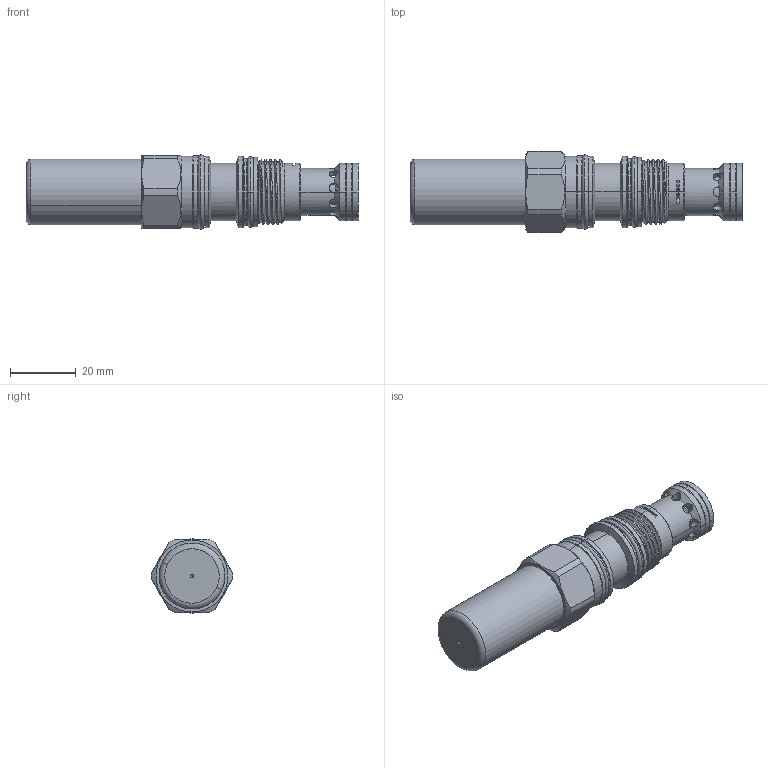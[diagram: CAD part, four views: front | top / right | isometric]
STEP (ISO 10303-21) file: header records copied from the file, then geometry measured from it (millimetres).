
FILE_DESCRIPTION (( 'STEP AP203' ), '1' );
FILE_NAME ('RV11A3G-C-85.STEP', '2020-03-24T07:56:53', ( '' ), ( '' ), 'SwSTEP 2.0', 'SolidWorks 2018', '' );
FILE_SCHEMA (( 'CONFIG_CONTROL_DESIGN' ));
Products named in the file (1): RV11A3G-C-85
Bounding box: 100.76 x 24.59 x 22.56 mm (x, y, z)
Volume: 24124.9 mm3; surface area: 16944.7 mm2
Topology: 12 solids, 12 shells, 833 faces, 2294 edges, 1449 vertices
Faces by surface type: cylinder 589, cone 97, plane 82, torus 52, bspline 7, sphere 6
Entity records: 58672 total; most frequent: CARTESIAN_POINT 38357, ORIENTED_EDGE 4580, DIRECTION 3438, EDGE_CURVE 2290, VERTEX_POINT 1449, AXIS2_PLACEMENT_3D 1348, EDGE_LOOP 1239, B_SPLINE_CURVE_WITH_KNOTS 965
